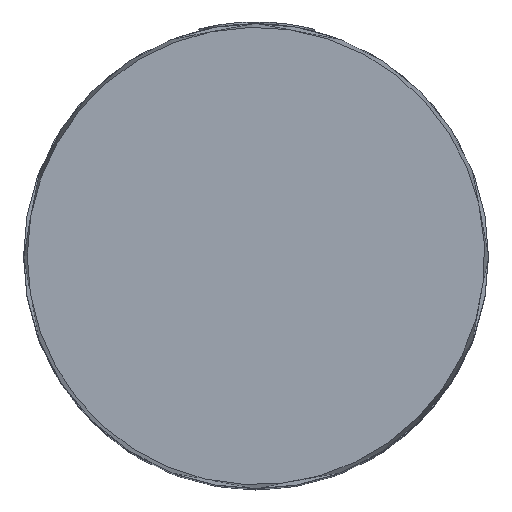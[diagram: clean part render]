
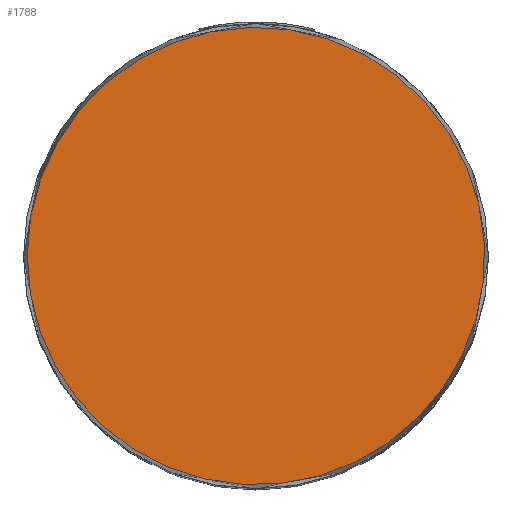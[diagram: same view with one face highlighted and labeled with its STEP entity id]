
A CAD part, top view. The second image highlights one B-rep face of the part: STEP entity #1788.
In plain terms, the highlighted planar face has unit normal (0, 0, 1).
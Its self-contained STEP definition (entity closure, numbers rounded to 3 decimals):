
#515=FACE_OUTER_BOUND('',#617,.T.);
#617=EDGE_LOOP('',(#1223,#1224));
#731=CIRCLE('',#1913,1.23);
#732=CIRCLE('',#1914,1.23);
#781=VERTEX_POINT('',#2336);
#782=VERTEX_POINT('',#2337);
#960=EDGE_CURVE('',#781,#782,#731,.T.);
#961=EDGE_CURVE('',#782,#781,#732,.T.);
#1223=ORIENTED_EDGE('',*,*,#960,.T.);
#1224=ORIENTED_EDGE('',*,*,#961,.T.);
#1749=PLANE('',#1912);
#1788=ADVANCED_FACE('',(#515),#1749,.T.);
#1912=AXIS2_PLACEMENT_3D('',#2335,#2016,#2017);
#1913=AXIS2_PLACEMENT_3D('',#2338,#2018,#2019);
#1914=AXIS2_PLACEMENT_3D('',#2339,#2020,#2021);
#2016=DIRECTION('center_axis',(0.,0.,1.));
#2017=DIRECTION('ref_axis',(0.924,0.383,0.));
#2018=DIRECTION('center_axis',(0.,0.,1.));
#2019=DIRECTION('ref_axis',(0.924,0.383,0.));
#2020=DIRECTION('center_axis',(0.,0.,1.));
#2021=DIRECTION('ref_axis',(0.924,0.383,0.));
#2335=CARTESIAN_POINT('Origin',(-0.103,-0.208,4.8));
#2336=CARTESIAN_POINT('',(1.033,0.263,4.8));
#2337=CARTESIAN_POINT('',(-1.332,-0.208,4.8));
#2338=CARTESIAN_POINT('Origin',(-0.103,-0.208,4.8));
#2339=CARTESIAN_POINT('Origin',(-0.103,-0.208,4.8));
